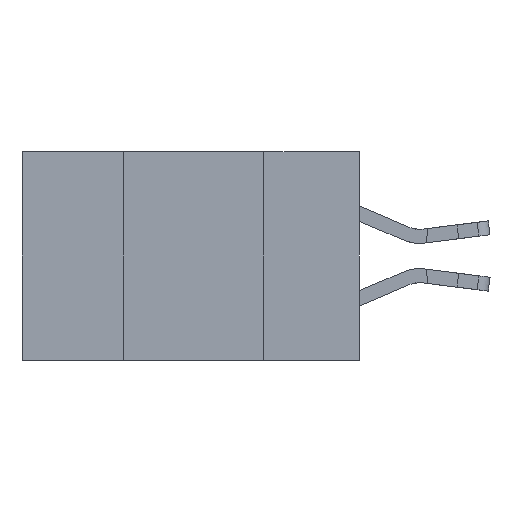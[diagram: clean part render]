
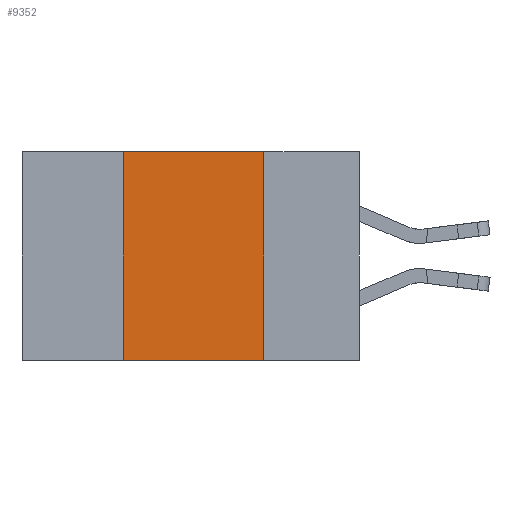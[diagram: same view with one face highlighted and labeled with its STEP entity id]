
A CAD part, left-side view. The second image highlights one B-rep face of the part: STEP entity #9352.
In plain terms, the highlighted planar face has unit normal (-1, 0, 0).
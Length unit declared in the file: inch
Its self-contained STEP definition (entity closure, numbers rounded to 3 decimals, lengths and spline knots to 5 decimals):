
#3 = VERTEX_POINT ( 'NONE', #1320 ) ;
#1320 = CARTESIAN_POINT ( 'NONE',  ( 0., 0.42, -0.37 ) ) ;
#1613 = CARTESIAN_POINT ( 'NONE',  ( 0., 0.42, 0. ) ) ;
#2253 = LINE ( 'NONE', #16805, #23835 ) ;
#2290 = VECTOR ( 'NONE', #8689, 39.37008 ) ;
#2707 = DIRECTION ( 'NONE',  ( 0., 0., -1. ) ) ;
#4032 = VERTEX_POINT ( 'NONE', #23259 ) ;
#4444 = CARTESIAN_POINT ( 'NONE',  ( 0., 0.17, 0. ) ) ;
#4692 = EDGE_CURVE ( 'NONE', #3, #5660, #8795, .T. ) ;
#4955 = FACE_OUTER_BOUND ( 'NONE', #21021, .T. ) ;
#5660 = VERTEX_POINT ( 'NONE', #1613 ) ;
#5770 = DIRECTION ( 'NONE',  ( 0., 0., -1. ) ) ;
#7473 = ORIENTED_EDGE ( 'NONE', *, *, #4692, .F. ) ;
#8286 = EDGE_CURVE ( 'NONE', #5660, #10692, #21964, .T. ) ;
#8689 = DIRECTION ( 'NONE',  ( 0., 0., 1. ) ) ;
#8795 = LINE ( 'NONE', #22393, #2290 ) ;
#9352 = ADVANCED_FACE ( 'NONE', ( #4955 ), #17847, .F. ) ;
#9637 = ORIENTED_EDGE ( 'NONE', *, *, #12057, .T. ) ;
#10692 = VERTEX_POINT ( 'NONE', #4444 ) ;
#10857 = DIRECTION ( 'NONE',  ( 0., -1., 0. ) ) ;
#11177 = AXIS2_PLACEMENT_3D ( 'NONE', #21537, #21717, #5770 ) ;
#12057 = EDGE_CURVE ( 'NONE', #3, #4032, #2253, .T. ) ;
#14106 = DIRECTION ( 'NONE',  ( 0., -1., 0. ) ) ;
#16805 = CARTESIAN_POINT ( 'NONE',  ( 0., 0.6, -0.37 ) ) ;
#17847 = PLANE ( 'NONE',  #11177 ) ;
#18500 = EDGE_CURVE ( 'NONE', #10692, #4032, #22360, .T. ) ;
#18632 = VECTOR ( 'NONE', #2707, 39.37008 ) ;
#20297 = ORIENTED_EDGE ( 'NONE', *, *, #8286, .F. ) ;
#21021 = EDGE_LOOP ( 'NONE', ( #24278, #20297, #7473, #9637 ) ) ;
#21537 = CARTESIAN_POINT ( 'NONE',  ( 0., 0.6, 0. ) ) ;
#21717 = DIRECTION ( 'NONE',  ( 1., 0., 0. ) ) ;
#21964 = LINE ( 'NONE', #22048, #24463 ) ;
#22048 = CARTESIAN_POINT ( 'NONE',  ( 0., 0.6, 0. ) ) ;
#22262 = CARTESIAN_POINT ( 'NONE',  ( 0., 0.17, 0. ) ) ;
#22360 = LINE ( 'NONE', #22262, #18632 ) ;
#22393 = CARTESIAN_POINT ( 'NONE',  ( 0., 0.42, 0. ) ) ;
#23259 = CARTESIAN_POINT ( 'NONE',  ( 0., 0.17, -0.37 ) ) ;
#23835 = VECTOR ( 'NONE', #10857, 39.37008 ) ;
#24278 = ORIENTED_EDGE ( 'NONE', *, *, #18500, .F. ) ;
#24463 = VECTOR ( 'NONE', #14106, 39.37008 ) ;
